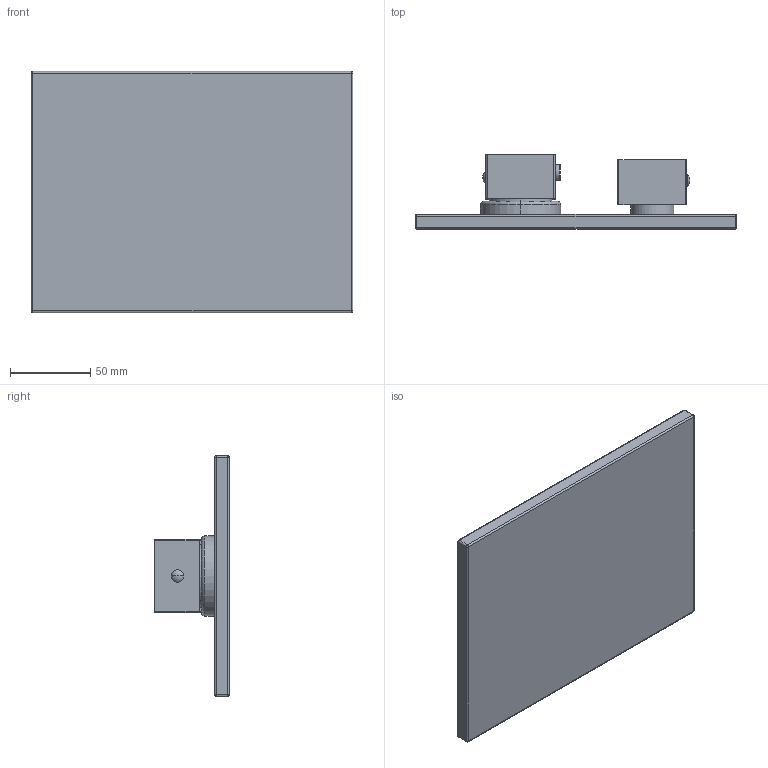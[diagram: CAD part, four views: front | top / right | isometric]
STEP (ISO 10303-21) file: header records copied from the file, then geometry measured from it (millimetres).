
FILE_DESCRIPTION((''),'2;1');
FILE_NAME('LEQ518CR','2021-01-14T13:56:18',('ut3'),('PAFFONI SpA'),'CREO PARAMETRIC BY PTC INC, 2020044','CREO PARAMETRIC BY PTC INC, 2020044','');
FILE_SCHEMA(('CONFIG_CONTROL_DESIGN','SHAPE_APPEARANCE_LAYERS_GROUPS'));
Length unit declared in the file: millimetre
Products named in the file (1): LEQ518CR
Bounding box: 200 x 46.21 x 150 mm (x, y, z)
Volume: 400988.4 mm3; surface area: 81844.7 mm2
Topology: 1 solids, 1 shells, 68 faces, 148 edges, 86 vertices
Faces by surface type: cylinder 32, plane 20, sphere 12, torus 4
Entity records: 2361 total; most frequent: DIRECTION 356, CARTESIAN_POINT 298, ORIENTED_EDGE 288, AXIS2_PLACEMENT_3D 144, EDGE_CURVE 144, VERTEX_POINT 86, EDGE_LOOP 76, CIRCLE 76
